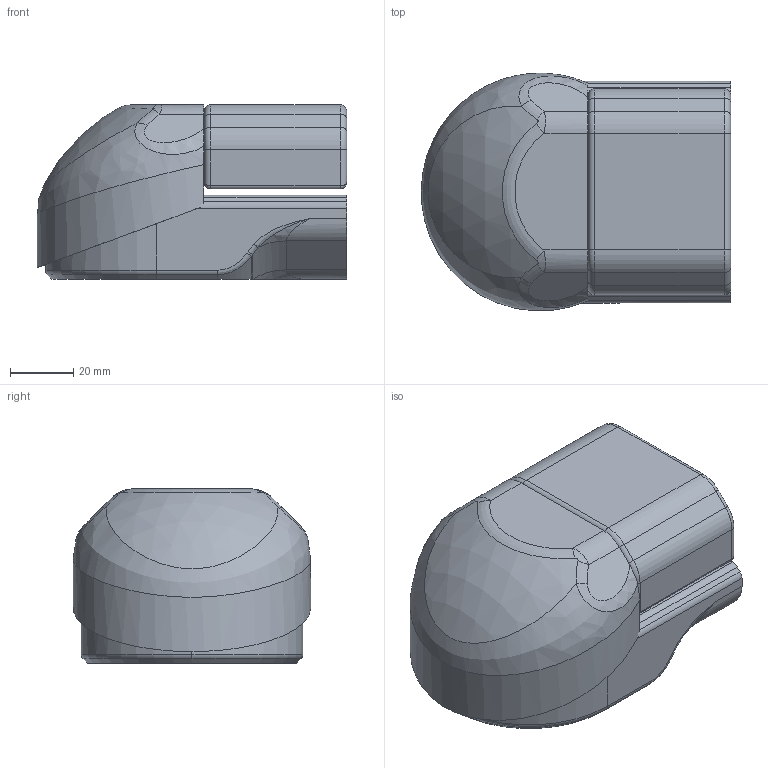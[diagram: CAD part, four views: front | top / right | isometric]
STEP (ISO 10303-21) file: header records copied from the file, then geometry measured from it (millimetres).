
FILE_DESCRIPTION (( 'STEP AP214' ), '1' );
FILE_NAME ('A-2638-01.STEP', '2024-07-15T20:28:43', ( '' ), ( '' ), 'SwSTEP 2.0', 'SolidWorks 2022', '' );
FILE_SCHEMA (( 'AUTOMOTIVE_DESIGN' ));
Length unit declared in the file: millimetre
Products named in the file (4): PM-3231-01; PM-3232-01; A-2638-01; PM-3252-01
Assembly tree (3 placements, depth 2):
  A-2638-01
    PM-3231-01
    PM-3232-01
    PM-3252-01
Bounding box: 97.61 x 74.97 x 55 mm (x, y, z)
Volume: 119092.5 mm3; surface area: 42866.5 mm2
Topology: 3 solids, 3 shells, 149 faces, 360 edges, 206 vertices
Faces by surface type: cylinder 58, bspline 35, plane 32, torus 19, cone 3, sphere 2
Entity records: 6980 total; most frequent: CARTESIAN_POINT 3737, ORIENTED_EDGE 700, DIRECTION 608, EDGE_CURVE 350, AXIS2_PLACEMENT_3D 239, VERTEX_POINT 206, EDGE_LOOP 150, ADVANCED_FACE 149
